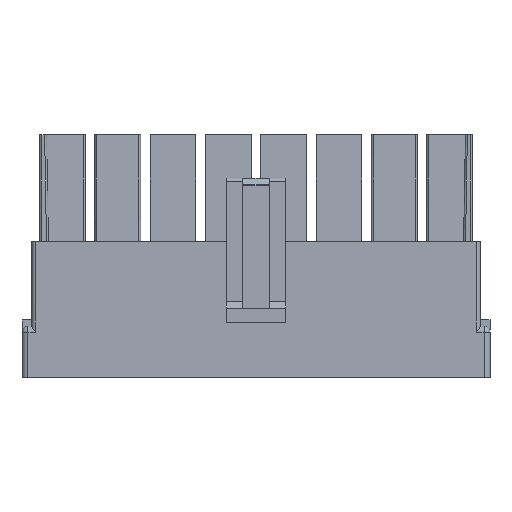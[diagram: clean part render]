
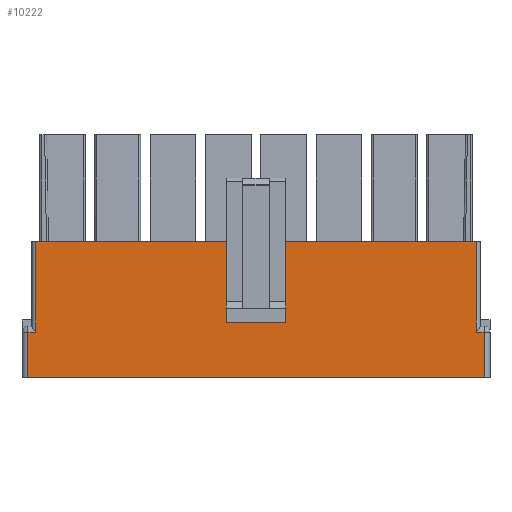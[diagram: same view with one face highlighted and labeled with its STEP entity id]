
A CAD part, top view. The second image highlights one B-rep face of the part: STEP entity #10222.
In plain terms, the highlighted planar face has unit normal (0, 0, 1).
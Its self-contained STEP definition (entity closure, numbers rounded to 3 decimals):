
#2391=ORIENTED_EDGE('',*,*,#4359,.F.);
#2392=ORIENTED_EDGE('',*,*,#4372,.F.);
#2393=ORIENTED_EDGE('',*,*,#4357,.T.);
#2394=ORIENTED_EDGE('',*,*,#4337,.T.);
#2395=ORIENTED_EDGE('',*,*,#4373,.T.);
#2396=ORIENTED_EDGE('',*,*,#4374,.T.);
#2397=ORIENTED_EDGE('',*,*,#4375,.T.);
#2398=ORIENTED_EDGE('',*,*,#4376,.T.);
#2399=ORIENTED_EDGE('',*,*,#4377,.F.);
#2400=ORIENTED_EDGE('',*,*,#4378,.T.);
#2401=ORIENTED_EDGE('',*,*,#4283,.F.);
#2402=ORIENTED_EDGE('',*,*,#4379,.T.);
#2403=ORIENTED_EDGE('',*,*,#4380,.T.);
#2404=ORIENTED_EDGE('',*,*,#4347,.F.);
#2405=ORIENTED_EDGE('',*,*,#4340,.F.);
#2406=ORIENTED_EDGE('',*,*,#4344,.T.);
#4283=EDGE_CURVE('',#5384,#5385,#6632,.T.);
#4337=EDGE_CURVE('',#5430,#5431,#6680,.T.);
#4340=EDGE_CURVE('',#5433,#5434,#6682,.T.);
#4344=EDGE_CURVE('',#5433,#5435,#6684,.T.);
#4347=EDGE_CURVE('',#5434,#5436,#6686,.T.);
#4357=EDGE_CURVE('',#5443,#5430,#6693,.T.);
#4359=EDGE_CURVE('',#5444,#5431,#6694,.T.);
#4372=EDGE_CURVE('',#5443,#5444,#6705,.T.);
#4373=EDGE_CURVE('',#5454,#5455,#6706,.T.);
#4374=EDGE_CURVE('',#5455,#5456,#6707,.T.);
#4375=EDGE_CURVE('',#5456,#5457,#6708,.T.);
#4376=EDGE_CURVE('',#5457,#5458,#6709,.F.);
#4377=EDGE_CURVE('',#5459,#5458,#6710,.T.);
#4378=EDGE_CURVE('',#5459,#5385,#6711,.F.);
#4379=EDGE_CURVE('',#5384,#5454,#6712,.F.);
#4380=EDGE_CURVE('',#5435,#5436,#6713,.T.);
#5384=VERTEX_POINT('',#15937);
#5385=VERTEX_POINT('',#15939);
#5430=VERTEX_POINT('',#16040);
#5431=VERTEX_POINT('',#16044);
#5433=VERTEX_POINT('',#16050);
#5434=VERTEX_POINT('',#16052);
#5435=VERTEX_POINT('',#16057);
#5436=VERTEX_POINT('',#16062);
#5443=VERTEX_POINT('',#16080);
#5444=VERTEX_POINT('',#16085);
#5454=VERTEX_POINT('',#16114);
#5455=VERTEX_POINT('',#16115);
#5456=VERTEX_POINT('',#16117);
#5457=VERTEX_POINT('',#16119);
#5458=VERTEX_POINT('',#16121);
#5459=VERTEX_POINT('',#16123);
#6632=LINE('',#15938,#7961);
#6680=LINE('',#16045,#8009);
#6682=LINE('',#16051,#8011);
#6684=LINE('',#16058,#8013);
#6686=LINE('',#16063,#8015);
#6693=LINE('',#16082,#8022);
#6694=LINE('',#16086,#8023);
#6705=LINE('',#16112,#8034);
#6706=LINE('',#16113,#8035);
#6707=LINE('',#16116,#8036);
#6708=LINE('',#16118,#8037);
#6709=LINE('',#16120,#8038);
#6710=LINE('',#16122,#8039);
#6711=LINE('',#16124,#8040);
#6712=LINE('',#16125,#8041);
#6713=LINE('',#16126,#8042);
#7961=VECTOR('',#12973,1000.);
#8009=VECTOR('',#13045,1000.);
#8011=VECTOR('',#13051,1000.);
#8013=VECTOR('',#13059,1000.);
#8015=VECTOR('',#13065,1000.);
#8022=VECTOR('',#13082,1000.);
#8023=VECTOR('',#13087,1000.);
#8034=VECTOR('',#13110,1000.);
#8035=VECTOR('',#13111,1000.);
#8036=VECTOR('',#13112,1000.);
#8037=VECTOR('',#13113,1000.);
#8038=VECTOR('',#13114,1000.);
#8039=VECTOR('',#13115,1000.);
#8040=VECTOR('',#13116,1000.);
#8041=VECTOR('',#13117,1000.);
#8042=VECTOR('',#13118,1000.);
#8667=EDGE_LOOP('',(#2391,#2392,#2393,#2394));
#8668=EDGE_LOOP('',(#2395,#2396,#2397,#2398,#2399,#2400,#2401,#2402));
#8669=EDGE_LOOP('',(#2403,#2404,#2405,#2406));
#9223=FACE_BOUND('',#8667,.T.);
#9224=FACE_BOUND('',#8668,.T.);
#9225=FACE_BOUND('',#8669,.T.);
#9734=PLANE('',#10853);
#10222=ADVANCED_FACE('',(#9223,#9224,#9225),#9734,.T.);
#10853=AXIS2_PLACEMENT_3D('',#16111,#13108,#13109);
#12973=DIRECTION('',(-1.,0.,0.));
#13045=DIRECTION('',(0.,1.,0.));
#13051=DIRECTION('',(0.,1.,0.));
#13059=DIRECTION('',(-1.,0.,0.));
#13065=DIRECTION('',(-1.,0.,0.));
#13082=DIRECTION('',(-1.,0.,0.));
#13087=DIRECTION('',(-1.,0.,0.));
#13108=DIRECTION('',(0.,0.,1.));
#13109=DIRECTION('',(1.,0.,0.));
#13110=DIRECTION('',(0.,1.,0.));
#13111=DIRECTION('',(-1.,0.,0.));
#13112=DIRECTION('',(0.,1.,0.));
#13113=DIRECTION('',(-1.,0.,0.));
#13114=DIRECTION('',(0.,1.,0.));
#13115=DIRECTION('',(1.,0.,0.));
#13116=DIRECTION('',(0.,1.,0.));
#13117=DIRECTION('',(0.,-1.,0.));
#13118=DIRECTION('',(0.,1.,0.));
#15937=CARTESIAN_POINT('',(23.525,-14.,3.4));
#15938=CARTESIAN_POINT('',(23.125,-14.,3.4));
#15939=CARTESIAN_POINT('',(-23.525,-14.,3.4));
#16040=CARTESIAN_POINT('',(1.425,-3.25,3.4));
#16044=CARTESIAN_POINT('',(1.425,-0.75,3.4));
#16045=CARTESIAN_POINT('',(1.425,-49.813,3.4));
#16050=CARTESIAN_POINT('',(-1.425,-3.25,3.4));
#16051=CARTESIAN_POINT('',(-1.425,-49.813,3.4));
#16052=CARTESIAN_POINT('',(-1.425,-0.75,3.4));
#16057=CARTESIAN_POINT('',(-2.4,-3.25,3.4));
#16058=CARTESIAN_POINT('',(3.075,-3.25,3.4));
#16062=CARTESIAN_POINT('',(-2.4,-0.75,3.4));
#16063=CARTESIAN_POINT('',(3.075,-0.75,3.4));
#16080=CARTESIAN_POINT('',(2.4,-3.25,3.4));
#16082=CARTESIAN_POINT('',(3.075,-3.25,3.4));
#16085=CARTESIAN_POINT('',(2.4,-0.75,3.4));
#16086=CARTESIAN_POINT('',(3.075,-0.75,3.4));
#16111=CARTESIAN_POINT('',(23.125,-14.,3.4));
#16112=CARTESIAN_POINT('',(2.4,-49.813,3.4));
#16113=CARTESIAN_POINT('',(24.125,-9.35,3.4));
#16114=CARTESIAN_POINT('',(23.525,-9.35,3.4));
#16115=CARTESIAN_POINT('',(22.725,-9.35,3.4));
#16116=CARTESIAN_POINT('',(22.725,0.,3.4));
#16117=CARTESIAN_POINT('',(22.725,0.,3.4));
#16118=CARTESIAN_POINT('',(23.125,0.,3.4));
#16119=CARTESIAN_POINT('',(-22.725,0.,3.4));
#16120=CARTESIAN_POINT('',(-22.725,-14.,3.4));
#16121=CARTESIAN_POINT('',(-22.725,-9.35,3.4));
#16122=CARTESIAN_POINT('',(-24.125,-9.35,3.4));
#16123=CARTESIAN_POINT('',(-23.525,-9.35,3.4));
#16124=CARTESIAN_POINT('',(-23.525,-14.,3.4));
#16125=CARTESIAN_POINT('',(23.525,-14.,3.4));
#16126=CARTESIAN_POINT('',(-2.4,-49.813,3.4));
